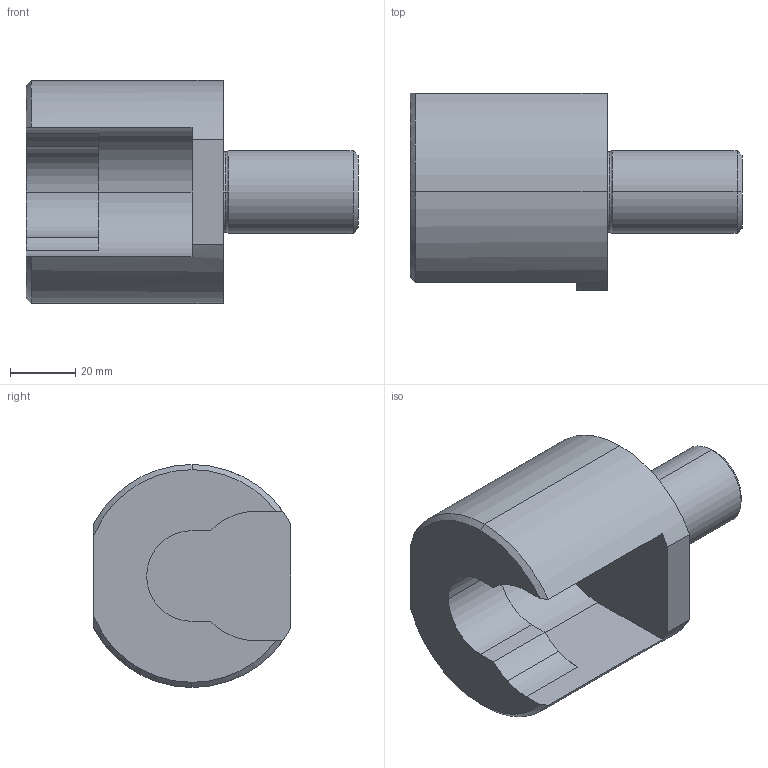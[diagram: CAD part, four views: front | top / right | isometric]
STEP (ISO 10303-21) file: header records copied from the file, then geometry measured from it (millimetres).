
FILE_DESCRIPTION((''),'2;1');
FILE_NAME('E153','2000-06-30T11:37:40',(''),(''),'AutoCAD STEP 2000','AutoCAD 2000',', , ');
FILE_SCHEMA(('CONFIG_CONTROL_DESIGN'));
Length unit declared in the file: inch
Bounding box: 101.6 x 60.33 x 68.26 mm (x, y, z)
Volume: 148957.9 mm3; surface area: 27288.1 mm2
Topology: 1 solids, 1 shells, 35 faces, 91 edges, 59 vertices
Faces by surface type: cylinder 14, plane 10, cone 6, bspline 5
Entity records: 1347 total; most frequent: CARTESIAN_POINT 373, DIRECTION 196, ORIENTED_EDGE 182, EDGE_CURVE 91, AXIS2_PLACEMENT_3D 78, VERTEX_POINT 59, CIRCLE 47, VECTOR 40
